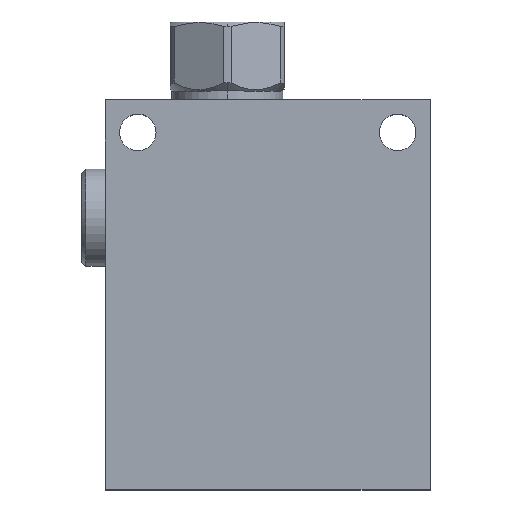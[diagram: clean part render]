
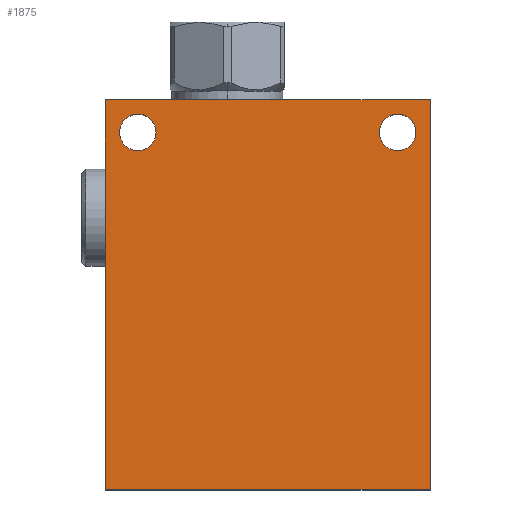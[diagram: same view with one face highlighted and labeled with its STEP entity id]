
A CAD part, top view. The second image highlights one B-rep face of the part: STEP entity #1875.
In plain terms, the highlighted planar face has unit normal (0, 0, 1).
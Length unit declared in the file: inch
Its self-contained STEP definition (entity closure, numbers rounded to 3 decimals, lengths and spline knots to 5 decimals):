
#103=DIRECTION('',(0.,-1.,0.));
#104=VECTOR('',#103,3.);
#105=CARTESIAN_POINT('',(0.,0.,1.25));
#106=LINE('',#105,#104);
#107=DIRECTION('',(-1.,0.,0.));
#108=VECTOR('',#107,2.5);
#109=CARTESIAN_POINT('',(2.5,0.,1.25));
#110=LINE('',#109,#108);
#111=DIRECTION('',(0.,1.,0.));
#112=VECTOR('',#111,3.);
#113=CARTESIAN_POINT('',(2.5,-3.,1.25));
#114=LINE('',#113,#112);
#115=DIRECTION('',(1.,0.,0.));
#116=VECTOR('',#115,2.5);
#117=CARTESIAN_POINT('',(0.,-3.,1.25));
#118=LINE('',#117,#116);
#119=CARTESIAN_POINT('',(0.25,-0.25,1.25));
#120=DIRECTION('',(0.,0.,-1.));
#121=DIRECTION('',(-1.,0.,0.));
#122=AXIS2_PLACEMENT_3D('',#119,#120,#121);
#124=CARTESIAN_POINT('',(0.25,-0.25,1.25));
#125=DIRECTION('',(0.,0.,-1.));
#126=DIRECTION('',(1.,0.,0.));
#127=AXIS2_PLACEMENT_3D('',#124,#125,#126);
#129=CARTESIAN_POINT('',(2.25,-0.25,1.25));
#130=DIRECTION('',(0.,0.,-1.));
#131=DIRECTION('',(-1.,0.,0.));
#132=AXIS2_PLACEMENT_3D('',#129,#130,#131);
#134=CARTESIAN_POINT('',(2.25,-0.25,1.25));
#135=DIRECTION('',(0.,0.,-1.));
#136=DIRECTION('',(1.,0.,0.));
#137=AXIS2_PLACEMENT_3D('',#134,#135,#136);
#1526=CARTESIAN_POINT('',(0.,0.,1.25));
#1527=CARTESIAN_POINT('',(0.,-3.,1.25));
#1528=VERTEX_POINT('',#1526);
#1529=VERTEX_POINT('',#1527);
#1530=CARTESIAN_POINT('',(2.5,-3.,1.25));
#1531=VERTEX_POINT('',#1530);
#1532=CARTESIAN_POINT('',(2.5,0.,1.25));
#1533=VERTEX_POINT('',#1532);
#1538=CARTESIAN_POINT('',(0.1095,-0.25,1.25));
#1539=CARTESIAN_POINT('',(0.3905,-0.25,1.25));
#1540=VERTEX_POINT('',#1538);
#1541=VERTEX_POINT('',#1539);
#1546=CARTESIAN_POINT('',(2.1095,-0.25,1.25));
#1547=CARTESIAN_POINT('',(2.3905,-0.25,1.25));
#1548=VERTEX_POINT('',#1546);
#1549=VERTEX_POINT('',#1547);
#1852=CARTESIAN_POINT('',(0.,0.,1.25));
#1853=DIRECTION('',(0.,0.,1.));
#1854=DIRECTION('',(1.,0.,0.));
#1855=AXIS2_PLACEMENT_3D('',#1852,#1853,#1854);
#1856=PLANE('',#1855);
#1857=ORIENTED_EDGE('',*,*,#1774,.F.);
#1858=ORIENTED_EDGE('',*,*,#1801,.F.);
#1859=ORIENTED_EDGE('',*,*,#1821,.F.);
#1860=ORIENTED_EDGE('',*,*,#1840,.F.);
#1861=EDGE_LOOP('',(#1857,#1858,#1859,#1860));
#1862=FACE_OUTER_BOUND('',#1861,.F.);
#1864=ORIENTED_EDGE('',*,*,#1863,.F.);
#1866=ORIENTED_EDGE('',*,*,#1865,.F.);
#1867=EDGE_LOOP('',(#1864,#1866));
#1868=FACE_BOUND('',#1867,.F.);
#1870=ORIENTED_EDGE('',*,*,#1869,.F.);
#1872=ORIENTED_EDGE('',*,*,#1871,.F.);
#1873=EDGE_LOOP('',(#1870,#1872));
#1874=FACE_BOUND('',#1873,.F.);
#1875=ADVANCED_FACE('',(#1862,#1868,#1874),#1856,.T.);
#123=CIRCLE('',#122,0.1405);
#128=CIRCLE('',#127,0.1405);
#133=CIRCLE('',#132,0.1405);
#138=CIRCLE('',#137,0.1405);
#1774=EDGE_CURVE('',#1528,#1529,#106,.T.);
#1801=EDGE_CURVE('',#1533,#1528,#110,.T.);
#1821=EDGE_CURVE('',#1531,#1533,#114,.T.);
#1840=EDGE_CURVE('',#1529,#1531,#118,.T.);
#1863=EDGE_CURVE('',#1540,#1541,#123,.T.);
#1865=EDGE_CURVE('',#1541,#1540,#128,.T.);
#1869=EDGE_CURVE('',#1548,#1549,#133,.T.);
#1871=EDGE_CURVE('',#1549,#1548,#138,.T.);
